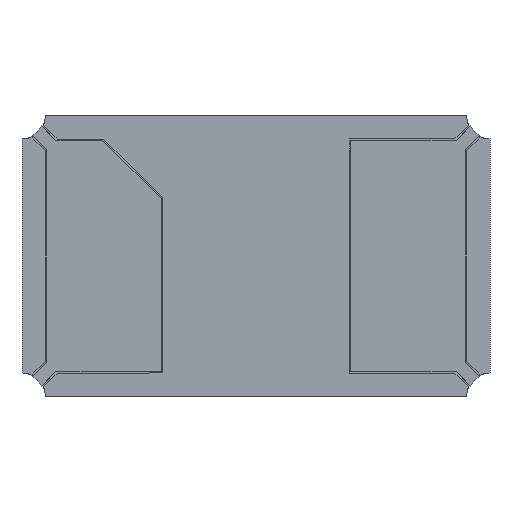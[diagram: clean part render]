
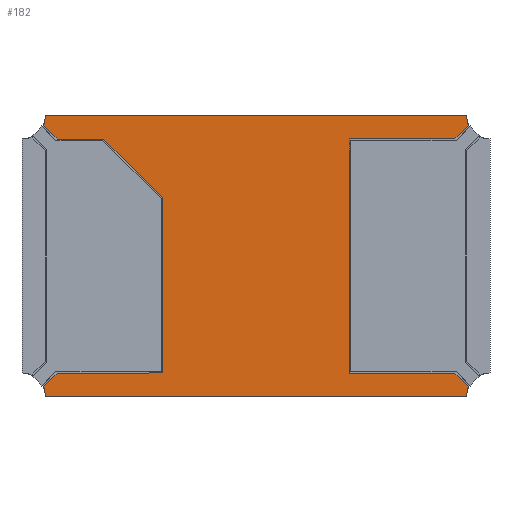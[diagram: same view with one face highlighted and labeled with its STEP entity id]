
A CAD part, front view. The second image highlights one B-rep face of the part: STEP entity #182.
In plain terms, the highlighted planar face has unit normal (0, -1, 0).
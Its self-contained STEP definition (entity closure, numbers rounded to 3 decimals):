
#182=ADVANCED_FACE('',(#395),#396,.F.);
#395=FACE_OUTER_BOUND('',#638,.T.);
#396=PLANE('',#639);
#638=EDGE_LOOP('',(#1142,#1143,#1144,#1145,#1146,#1147,#1148,#1149,#1150,#1151,#1152,#1153,#1154,#1155,#1156,#1157,#1158));
#639=AXIS2_PLACEMENT_3D('',#1159,#1160,#1161);
#1142=ORIENTED_EDGE('',*,*,#1657,.T.);
#1143=ORIENTED_EDGE('',*,*,#1659,.T.);
#1144=ORIENTED_EDGE('',*,*,#1667,.T.);
#1145=ORIENTED_EDGE('',*,*,#1670,.T.);
#1146=ORIENTED_EDGE('',*,*,#1683,.T.);
#1147=ORIENTED_EDGE('',*,*,#1685,.T.);
#1148=ORIENTED_EDGE('',*,*,#1686,.F.);
#1149=ORIENTED_EDGE('',*,*,#1640,.T.);
#1150=ORIENTED_EDGE('',*,*,#1687,.T.);
#1151=ORIENTED_EDGE('',*,*,#1688,.T.);
#1152=ORIENTED_EDGE('',*,*,#1689,.T.);
#1153=ORIENTED_EDGE('',*,*,#1690,.T.);
#1154=ORIENTED_EDGE('',*,*,#1691,.T.);
#1155=ORIENTED_EDGE('',*,*,#1692,.T.);
#1156=ORIENTED_EDGE('',*,*,#1693,.T.);
#1157=ORIENTED_EDGE('',*,*,#1694,.T.);
#1158=ORIENTED_EDGE('',*,*,#1566,.T.);
#1159=CARTESIAN_POINT('',(0.0,0.,0.));
#1160=DIRECTION('',(-0.0,1.0,0.));
#1161=DIRECTION('',(1.0,0.0,0.0));
#1566=EDGE_CURVE('',#1896,#1894,#1897,.T.);
#1640=EDGE_CURVE('',#2013,#2011,#2014,.T.);
#1657=EDGE_CURVE('',#1894,#2041,#2043,.T.);
#1659=EDGE_CURVE('',#2041,#2045,#2046,.T.);
#1667=EDGE_CURVE('',#2045,#2057,#2058,.T.);
#1670=EDGE_CURVE('',#2057,#2061,#2062,.T.);
#1683=EDGE_CURVE('',#2061,#2077,#2079,.T.);
#1685=EDGE_CURVE('',#2077,#2081,#2082,.T.);
#1686=EDGE_CURVE('',#2013,#2081,#2083,.T.);
#1687=EDGE_CURVE('',#2011,#2084,#2085,.T.);
#1688=EDGE_CURVE('',#2084,#2086,#2087,.T.);
#1689=EDGE_CURVE('',#2086,#2088,#2089,.T.);
#1690=EDGE_CURVE('',#2088,#2090,#2091,.T.);
#1691=EDGE_CURVE('',#2090,#2092,#2093,.T.);
#1692=EDGE_CURVE('',#2092,#2094,#2095,.T.);
#1693=EDGE_CURVE('',#2094,#2096,#2097,.T.);
#1694=EDGE_CURVE('',#2096,#1896,#2098,.T.);
#1894=VERTEX_POINT('',#2376);
#1896=VERTEX_POINT('',#2379);
#1897=CIRCLE('',#2380,0.1);
#2011=VERTEX_POINT('',#2539);
#2013=VERTEX_POINT('',#2542);
#2014=CIRCLE('',#2543,0.1);
#2041=VERTEX_POINT('',#2579);
#2043=LINE('',#2582,#2583);
#2045=VERTEX_POINT('',#2585);
#2046=LINE('',#2586,#2587);
#2057=VERTEX_POINT('',#2602);
#2058=LINE('',#2603,#2604);
#2061=VERTEX_POINT('',#2608);
#2062=LINE('',#2609,#2610);
#2077=VERTEX_POINT('',#2632);
#2079=LINE('',#2635,#2636);
#2081=VERTEX_POINT('',#2638);
#2082=CIRCLE('',#2639,0.1);
#2083=LINE('',#2640,#2641);
#2084=VERTEX_POINT('',#2642);
#2085=LINE('',#2643,#2644);
#2086=VERTEX_POINT('',#2645);
#2087=LINE('',#2646,#2647);
#2088=VERTEX_POINT('',#2648);
#2089=LINE('',#2649,#2650);
#2090=VERTEX_POINT('',#2651);
#2091=LINE('',#2652,#2653);
#2092=VERTEX_POINT('',#2654);
#2093=LINE('',#2655,#2656);
#2094=VERTEX_POINT('',#2657);
#2095=LINE('',#2658,#2659);
#2096=VERTEX_POINT('',#2660);
#2097=CIRCLE('',#2661,0.1);
#2098=LINE('',#2662,#2663);
#2376=CARTESIAN_POINT('',(0.909,0.,-0.559));
#2379=CARTESIAN_POINT('',(0.9,0.,-0.6));
#2380=AXIS2_PLACEMENT_3D('',#2936,#2937,#2938);
#2539=CARTESIAN_POINT('',(-0.909,0.,0.559));
#2542=CARTESIAN_POINT('',(-0.9,0.0,0.6));
#2543=AXIS2_PLACEMENT_3D('',#3018,#3019,#3020);
#2579=CARTESIAN_POINT('',(0.85,0.,-0.5));
#2582=CARTESIAN_POINT('',(0.537,0.,-0.188));
#2583=VECTOR('',#3043,1.0);
#2585=CARTESIAN_POINT('',(0.4,0.,-0.5));
#2586=CARTESIAN_POINT('',(0.313,0.,-0.5));
#2587=VECTOR('',#3044,1.0);
#2602=CARTESIAN_POINT('',(0.4,0.,0.5));
#2603=CARTESIAN_POINT('',(0.4,0.,0.0));
#2604=VECTOR('',#3052,1.0);
#2608=CARTESIAN_POINT('',(0.85,0.,0.5));
#2609=CARTESIAN_POINT('',(0.313,0.,0.5));
#2610=VECTOR('',#3054,1.0);
#2632=CARTESIAN_POINT('',(0.909,0.,0.559));
#2635=CARTESIAN_POINT('',(0.538,0.,0.187));
#2636=VECTOR('',#3063,1.0);
#2638=CARTESIAN_POINT('',(0.9,0.0,0.6));
#2639=AXIS2_PLACEMENT_3D('',#3064,#3065,#3066);
#2640=CARTESIAN_POINT('',(-0.9,0.0,0.6));
#2641=VECTOR('',#3067,1.0);
#2642=CARTESIAN_POINT('',(-0.85,0.,0.5));
#2643=CARTESIAN_POINT('',(-0.538,0.,0.187));
#2644=VECTOR('',#3068,1.);
#2645=CARTESIAN_POINT('',(-0.65,0.,0.5));
#2646=CARTESIAN_POINT('',(-0.375,0.,0.5));
#2647=VECTOR('',#3069,1.0);
#2648=CARTESIAN_POINT('',(-0.4,0.,0.25));
#2649=CARTESIAN_POINT('',(-0.3,0.,0.15));
#2650=VECTOR('',#3070,1.0);
#2651=CARTESIAN_POINT('',(-0.4,0.,-0.5));
#2652=CARTESIAN_POINT('',(-0.4,0.,-0.063));
#2653=VECTOR('',#3071,1.0);
#2654=CARTESIAN_POINT('',(-0.85,0.,-0.5));
#2655=CARTESIAN_POINT('',(-0.313,0.,-0.5));
#2656=VECTOR('',#3072,1.0);
#2657=CARTESIAN_POINT('',(-0.909,0.,-0.559));
#2658=CARTESIAN_POINT('',(-0.537,0.,-0.188));
#2659=VECTOR('',#3073,1.0);
#2660=CARTESIAN_POINT('',(-0.9,0.,-0.6));
#2661=AXIS2_PLACEMENT_3D('',#3074,#3075,#3076);
#2662=CARTESIAN_POINT('',(-0.9,0.,-0.6));
#2663=VECTOR('',#3077,1.0);
#2936=CARTESIAN_POINT('',(1.0,0.,-0.6));
#2937=DIRECTION('',(-0.0,1.0,0.));
#2938=DIRECTION('',(1.0,0.0,0.0));
#3018=CARTESIAN_POINT('',(-1.0,0.0,0.6));
#3019=DIRECTION('',(-0.0,1.0,0.));
#3020=DIRECTION('',(1.0,0.0,0.0));
#3043=DIRECTION('',(-0.707,0.,0.707));
#3044=DIRECTION('',(-1.0,0.0,0.0));
#3052=DIRECTION('',(0.0,0.,1.0));
#3054=DIRECTION('',(1.0,0.0,0.0));
#3063=DIRECTION('',(0.707,0.,0.707));
#3064=CARTESIAN_POINT('',(1.0,0.0,0.6));
#3065=DIRECTION('',(-0.0,1.0,0.));
#3066=DIRECTION('',(1.0,0.0,0.0));
#3067=DIRECTION('',(1.0,0.0,0.0));
#3068=DIRECTION('',(0.707,0.,-0.707));
#3069=DIRECTION('',(1.0,0.0,0.0));
#3070=DIRECTION('',(0.707,0.,-0.707));
#3071=DIRECTION('',(0.0,0.,-1.0));
#3072=DIRECTION('',(-1.0,0.,0.));
#3073=DIRECTION('',(-0.707,0.,-0.707));
#3074=CARTESIAN_POINT('',(-1.0,0.,-0.6));
#3075=DIRECTION('',(-0.0,1.0,0.));
#3076=DIRECTION('',(1.0,0.0,0.0));
#3077=DIRECTION('',(1.0,0.0,0.0));
